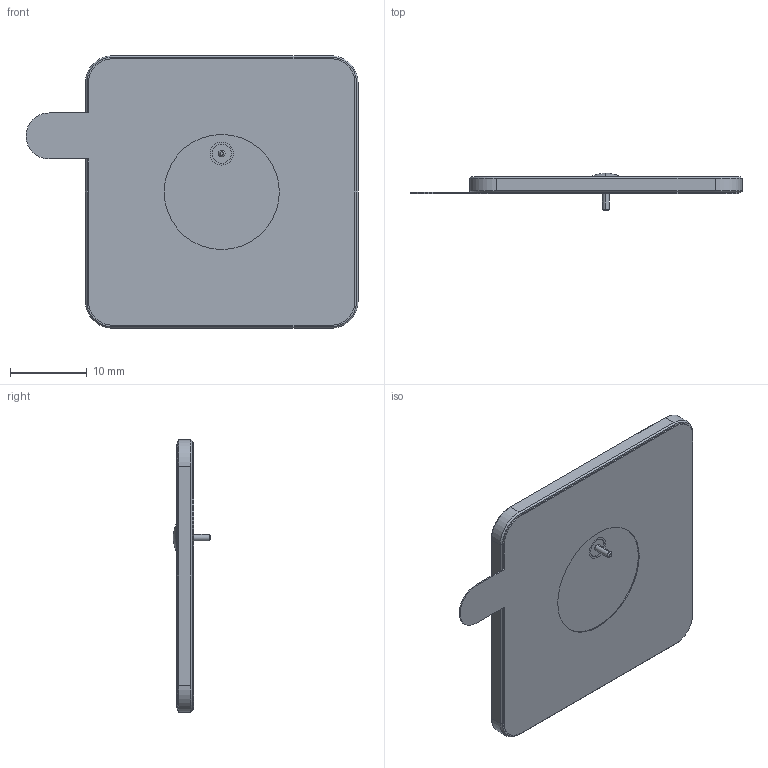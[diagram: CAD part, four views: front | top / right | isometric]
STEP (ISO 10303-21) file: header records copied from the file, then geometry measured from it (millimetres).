
FILE_DESCRIPTION (( 'STEP AP214' ), '1' );
FILE_NAME ('CGGP.35.2.A.08.STEP', '2017-12-20T11:20:25', ( '' ), ( '' ), 'SwSTEP 2.0', 'SolidWorks 2016', '' );
FILE_SCHEMA (( 'AUTOMOTIVE_DESIGN' ));
Length unit declared in the file: millimetre
Products named in the file (3): Adhesive; Patch; CGGP.35.2.A.08
Assembly tree (2 placements, depth 2):
  CGGP.35.2.A.08
    Patch
    Adhesive
Bounding box: 43.25 x 4.9 x 35.5 mm (x, y, z)
Volume: 2692.2 mm3; surface area: 4912.9 mm2
Topology: 2 solids, 2 shells, 516 faces, 1293 edges, 855 vertices
Faces by surface type: plane 244, bspline 229, cylinder 31, cone 10, torus 2
Entity records: 21829 total; most frequent: CARTESIAN_POINT 10764, ORIENTED_EDGE 2582, DIRECTION 1493, EDGE_CURVE 1291, VERTEX_POINT 855, VECTOR 757, LINE 757, EDGE_LOOP 594
